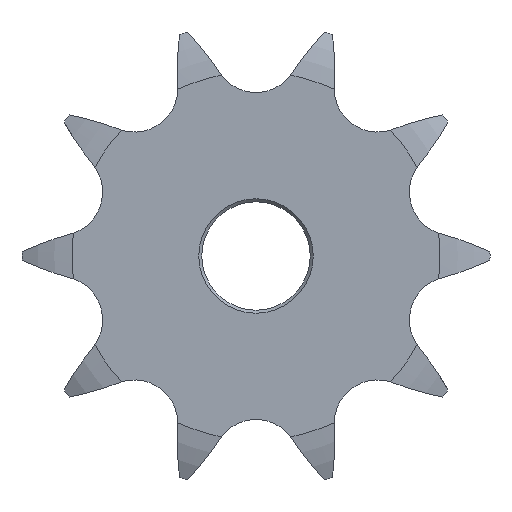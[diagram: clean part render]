
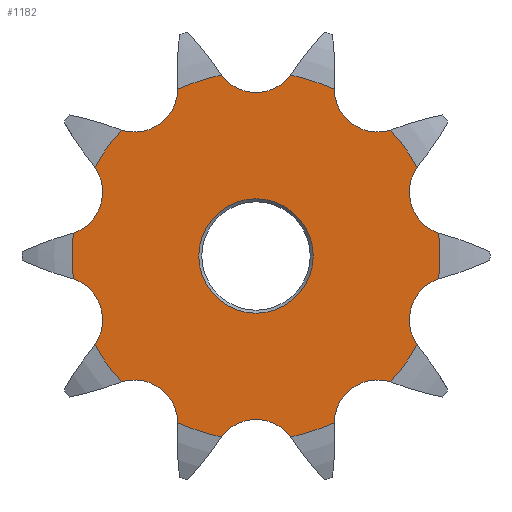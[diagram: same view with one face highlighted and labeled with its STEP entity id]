
A CAD part, left-side view. The second image highlights one B-rep face of the part: STEP entity #1182.
In plain terms, the highlighted planar face has unit normal (-1, 0, 0).
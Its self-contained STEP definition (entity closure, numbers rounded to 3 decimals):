
#23=PLANE('',#1299);
#372=ORIENTED_EDGE('',*,*,#728,.F.);
#373=ORIENTED_EDGE('',*,*,#729,.F.);
#374=ORIENTED_EDGE('',*,*,#614,.F.);
#375=ORIENTED_EDGE('',*,*,#730,.F.);
#376=ORIENTED_EDGE('',*,*,#620,.F.);
#377=ORIENTED_EDGE('',*,*,#731,.F.);
#378=ORIENTED_EDGE('',*,*,#626,.F.);
#379=ORIENTED_EDGE('',*,*,#732,.F.);
#380=ORIENTED_EDGE('',*,*,#632,.F.);
#381=ORIENTED_EDGE('',*,*,#733,.F.);
#382=ORIENTED_EDGE('',*,*,#638,.F.);
#383=ORIENTED_EDGE('',*,*,#734,.F.);
#384=ORIENTED_EDGE('',*,*,#644,.F.);
#385=ORIENTED_EDGE('',*,*,#735,.F.);
#386=ORIENTED_EDGE('',*,*,#652,.F.);
#387=ORIENTED_EDGE('',*,*,#736,.F.);
#388=ORIENTED_EDGE('',*,*,#602,.F.);
#389=ORIENTED_EDGE('',*,*,#737,.F.);
#390=ORIENTED_EDGE('',*,*,#608,.F.);
#391=ORIENTED_EDGE('',*,*,#738,.F.);
#392=ORIENTED_EDGE('',*,*,#739,.T.);
#602=EDGE_CURVE('',#789,#790,#916,.T.);
#608=EDGE_CURVE('',#795,#796,#918,.T.);
#614=EDGE_CURVE('',#801,#802,#920,.T.);
#620=EDGE_CURVE('',#807,#808,#922,.T.);
#626=EDGE_CURVE('',#813,#814,#924,.T.);
#632=EDGE_CURVE('',#819,#820,#926,.T.);
#638=EDGE_CURVE('',#825,#826,#928,.T.);
#644=EDGE_CURVE('',#831,#832,#930,.T.);
#652=EDGE_CURVE('',#839,#840,#932,.T.);
#728=EDGE_CURVE('',#897,#898,#952,.T.);
#729=EDGE_CURVE('',#802,#897,#953,.F.);
#730=EDGE_CURVE('',#808,#801,#954,.F.);
#731=EDGE_CURVE('',#814,#807,#955,.F.);
#732=EDGE_CURVE('',#820,#813,#956,.F.);
#733=EDGE_CURVE('',#826,#819,#957,.F.);
#734=EDGE_CURVE('',#832,#825,#958,.F.);
#735=EDGE_CURVE('',#840,#831,#959,.F.);
#736=EDGE_CURVE('',#790,#839,#960,.F.);
#737=EDGE_CURVE('',#796,#789,#961,.F.);
#738=EDGE_CURVE('',#898,#795,#962,.F.);
#739=EDGE_CURVE('',#899,#899,#963,.T.);
#789=VERTEX_POINT('',#1686);
#790=VERTEX_POINT('',#1687);
#795=VERTEX_POINT('',#1711);
#796=VERTEX_POINT('',#1712);
#801=VERTEX_POINT('',#1736);
#802=VERTEX_POINT('',#1737);
#807=VERTEX_POINT('',#1761);
#808=VERTEX_POINT('',#1762);
#813=VERTEX_POINT('',#1786);
#814=VERTEX_POINT('',#1787);
#819=VERTEX_POINT('',#1811);
#820=VERTEX_POINT('',#1812);
#825=VERTEX_POINT('',#1836);
#826=VERTEX_POINT('',#1837);
#831=VERTEX_POINT('',#1861);
#832=VERTEX_POINT('',#1862);
#839=VERTEX_POINT('',#1895);
#840=VERTEX_POINT('',#1897);
#897=VERTEX_POINT('',#2163);
#898=VERTEX_POINT('',#2164);
#899=VERTEX_POINT('',#2176);
#916=CIRCLE('',#1237,13.57);
#918=CIRCLE('',#1240,13.57);
#920=CIRCLE('',#1243,13.57);
#922=CIRCLE('',#1246,13.57);
#924=CIRCLE('',#1249,13.57);
#926=CIRCLE('',#1252,13.57);
#928=CIRCLE('',#1255,13.57);
#930=CIRCLE('',#1258,13.57);
#932=CIRCLE('',#1261,13.57);
#952=CIRCLE('',#1300,13.57);
#953=CIRCLE('',#1301,3.2);
#954=CIRCLE('',#1302,3.2);
#955=CIRCLE('',#1303,3.2);
#956=CIRCLE('',#1304,3.2);
#957=CIRCLE('',#1305,3.2);
#958=CIRCLE('',#1306,3.2);
#959=CIRCLE('',#1307,3.2);
#960=CIRCLE('',#1308,3.2);
#961=CIRCLE('',#1309,3.2);
#962=CIRCLE('',#1310,3.2);
#963=CIRCLE('',#1311,4.217);
#1010=EDGE_LOOP('',(#372,#373,#374,#375,#376,#377,#378,#379,#380,#381,#382,
#383,#384,#385,#386,#387,#388,#389,#390,#391));
#1011=EDGE_LOOP('',(#392));
#1086=FACE_BOUND('',#1010,.T.);
#1087=FACE_BOUND('',#1011,.T.);
#1182=ADVANCED_FACE('',(#1086,#1087),#23,.F.);
#1237=AXIS2_PLACEMENT_3D('',#1685,#1375,#1376);
#1240=AXIS2_PLACEMENT_3D('',#1710,#1381,#1382);
#1243=AXIS2_PLACEMENT_3D('',#1735,#1387,#1388);
#1246=AXIS2_PLACEMENT_3D('',#1760,#1393,#1394);
#1249=AXIS2_PLACEMENT_3D('',#1785,#1399,#1400);
#1252=AXIS2_PLACEMENT_3D('',#1810,#1405,#1406);
#1255=AXIS2_PLACEMENT_3D('',#1835,#1411,#1412);
#1258=AXIS2_PLACEMENT_3D('',#1860,#1417,#1418);
#1261=AXIS2_PLACEMENT_3D('',#1896,#1423,#1424);
#1299=AXIS2_PLACEMENT_3D('',#2161,#1517,#1518);
#1300=AXIS2_PLACEMENT_3D('',#2162,#1519,#1520);
#1301=AXIS2_PLACEMENT_3D('',#2165,#1521,#1522);
#1302=AXIS2_PLACEMENT_3D('',#2166,#1523,#1524);
#1303=AXIS2_PLACEMENT_3D('',#2167,#1525,#1526);
#1304=AXIS2_PLACEMENT_3D('',#2168,#1527,#1528);
#1305=AXIS2_PLACEMENT_3D('',#2169,#1529,#1530);
#1306=AXIS2_PLACEMENT_3D('',#2170,#1531,#1532);
#1307=AXIS2_PLACEMENT_3D('',#2171,#1533,#1534);
#1308=AXIS2_PLACEMENT_3D('',#2172,#1535,#1536);
#1309=AXIS2_PLACEMENT_3D('',#2173,#1537,#1538);
#1310=AXIS2_PLACEMENT_3D('',#2174,#1539,#1540);
#1311=AXIS2_PLACEMENT_3D('',#2175,#1541,#1542);
#1375=DIRECTION('',(1.,0.,0.));
#1376=DIRECTION('',(0.,0.,-1.));
#1381=DIRECTION('',(1.,0.,0.));
#1382=DIRECTION('',(0.,0.,-1.));
#1387=DIRECTION('',(1.,0.,0.));
#1388=DIRECTION('',(0.,0.,-1.));
#1393=DIRECTION('',(1.,0.,0.));
#1394=DIRECTION('',(0.,0.,-1.));
#1399=DIRECTION('',(1.,0.,0.));
#1400=DIRECTION('',(0.,0.,-1.));
#1405=DIRECTION('',(1.,0.,0.));
#1406=DIRECTION('',(0.,0.,-1.));
#1411=DIRECTION('',(1.,0.,0.));
#1412=DIRECTION('',(0.,0.,-1.));
#1417=DIRECTION('',(1.,0.,0.));
#1418=DIRECTION('',(0.,0.,-1.));
#1423=DIRECTION('',(1.,0.,0.));
#1424=DIRECTION('',(0.,0.,-1.));
#1517=DIRECTION('',(1.,0.,0.));
#1518=DIRECTION('',(0.,0.,-1.));
#1519=DIRECTION('',(1.,0.,0.));
#1520=DIRECTION('',(0.,0.,-1.));
#1521=DIRECTION('',(1.,0.,0.));
#1522=DIRECTION('',(0.,0.,-1.));
#1523=DIRECTION('',(1.,0.,0.));
#1524=DIRECTION('',(0.,0.,-1.));
#1525=DIRECTION('',(1.,0.,0.));
#1526=DIRECTION('',(0.,0.,-1.));
#1527=DIRECTION('',(1.,0.,0.));
#1528=DIRECTION('',(0.,0.,-1.));
#1529=DIRECTION('',(1.,0.,0.));
#1530=DIRECTION('',(0.,0.,-1.));
#1531=DIRECTION('',(1.,0.,0.));
#1532=DIRECTION('',(0.,0.,-1.));
#1533=DIRECTION('',(1.,0.,0.));
#1534=DIRECTION('',(0.,0.,-1.));
#1535=DIRECTION('',(1.,0.,0.));
#1536=DIRECTION('',(0.,0.,-1.));
#1537=DIRECTION('',(1.,0.,0.));
#1538=DIRECTION('',(0.,0.,-1.));
#1539=DIRECTION('',(1.,0.,0.));
#1540=DIRECTION('',(0.,0.,-1.));
#1541=DIRECTION('',(1.,0.,0.));
#1542=DIRECTION('',(0.,0.,-1.));
#1685=CARTESIAN_POINT('',(0.,0.,0.));
#1686=CARTESIAN_POINT('',(0.,5.765,12.285));
#1687=CARTESIAN_POINT('',(0.,2.557,13.327));
#1710=CARTESIAN_POINT('',(0.,0.,0.));
#1711=CARTESIAN_POINT('',(0.,11.885,6.55));
#1712=CARTESIAN_POINT('',(0.,9.902,9.279));
#1735=CARTESIAN_POINT('',(0.,0.,0.));
#1736=CARTESIAN_POINT('',(0.,9.902,-9.279));
#1737=CARTESIAN_POINT('',(0.,11.885,-6.55));
#1760=CARTESIAN_POINT('',(0.,0.,0.));
#1761=CARTESIAN_POINT('',(0.,2.557,-13.327));
#1762=CARTESIAN_POINT('',(0.,5.765,-12.285));
#1785=CARTESIAN_POINT('',(0.,0.,0.));
#1786=CARTESIAN_POINT('',(0.,-5.765,-12.285));
#1787=CARTESIAN_POINT('',(0.,-2.557,-13.327));
#1810=CARTESIAN_POINT('',(0.,0.,0.));
#1811=CARTESIAN_POINT('',(0.,-11.885,-6.55));
#1812=CARTESIAN_POINT('',(0.,-9.902,-9.279));
#1835=CARTESIAN_POINT('',(0.,0.,0.));
#1836=CARTESIAN_POINT('',(0.,-13.465,1.686));
#1837=CARTESIAN_POINT('',(0.,-13.465,-1.686));
#1860=CARTESIAN_POINT('',(0.,0.,0.));
#1861=CARTESIAN_POINT('',(0.,-9.902,9.279));
#1862=CARTESIAN_POINT('',(0.,-11.885,6.55));
#1895=CARTESIAN_POINT('',(0.,-2.557,13.327));
#1896=CARTESIAN_POINT('',(0.,0.,0.));
#1897=CARTESIAN_POINT('',(0.,-5.765,12.285));
#2161=CARTESIAN_POINT('',(0.,0.,0.));
#2162=CARTESIAN_POINT('',(0.,0.,0.));
#2163=CARTESIAN_POINT('',(0.,13.465,-1.686));
#2164=CARTESIAN_POINT('',(0.,13.465,1.686));
#2165=CARTESIAN_POINT('',(0.,14.505,-4.713));
#2166=CARTESIAN_POINT('',(0.,8.964,-12.338));
#2167=CARTESIAN_POINT('',(0.,0.,-15.251));
#2168=CARTESIAN_POINT('',(0.,-8.964,-12.338));
#2169=CARTESIAN_POINT('',(0.,-14.505,-4.713));
#2170=CARTESIAN_POINT('',(0.,-14.505,4.713));
#2171=CARTESIAN_POINT('',(0.,-8.964,12.338));
#2172=CARTESIAN_POINT('',(0.,0.,15.251));
#2173=CARTESIAN_POINT('',(0.,8.964,12.338));
#2174=CARTESIAN_POINT('',(0.,14.505,4.713));
#2175=CARTESIAN_POINT('',(0.,0.,0.));
#2176=CARTESIAN_POINT('',(0.,0.,-4.217));
